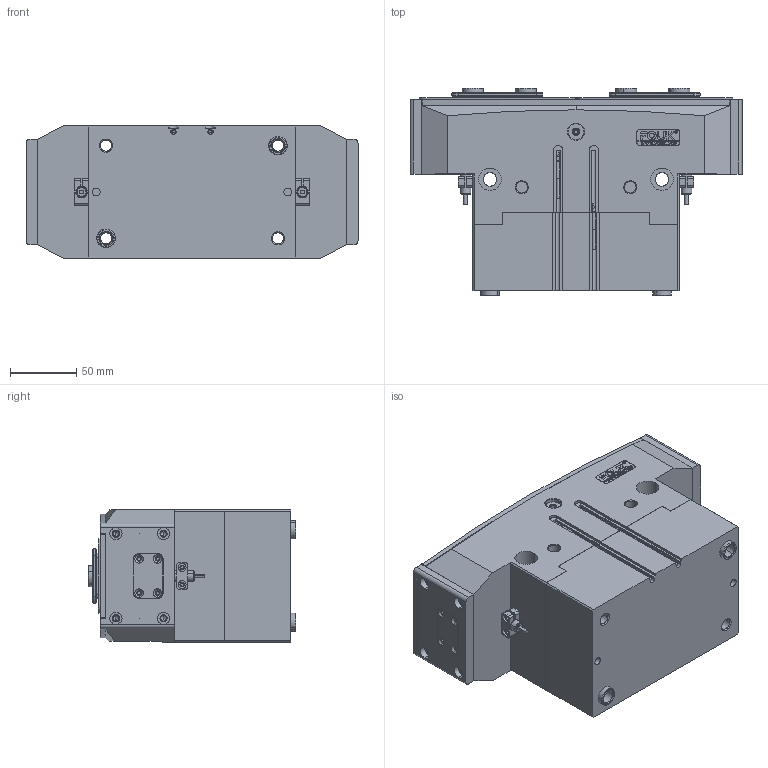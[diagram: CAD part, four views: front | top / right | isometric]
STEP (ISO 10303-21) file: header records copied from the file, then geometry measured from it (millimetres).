
FILE_DESCRIPTION (( 'STEP AP203' ), '1' );
FILE_NAME ('FR99-234-P-NO.STEP', '2025-05-06T08:48:41', ( 'USER-' ), ( 'Microsoft' ), 'SwSTEP 2.0', 'SolidWorks 2018', '' );
FILE_SCHEMA (( 'CONFIG_CONTROL_DESIGN' ));
Length unit declared in the file: millimetre
Products named in the file (20): 棠羲換覜ん; ﾏ擎ﾗ14｡ﾁ10｡ﾁ8; TRT99-234-MX-01 喘倛褲极; P-GS-T-01 喘倛蚚標釱; 32x12-R2; TRT99-234-M-14 忒硌薊啣; TRT99-234-MX-06 笢猾え; TRT99-234-M-13 移动挡板(默认); 揤輸杅耀.sldasm-Part-9; TRT99-234-MX-02 喘倛賑輸; 8x30諉輪羲壽; TR240-15耜猾苤裔耀倰; TRT99-234-M-12 耜猾极; ﾏ擎ﾗ16｡ﾁ12｡ﾁ16; 内六角圆柱头螺钉[GBT70_1-2008][M2.5×8]_M2.5×8; TRT99-234-M-22B 晊扥极; 揤輸蚾饜极; TRT99-234莉こ饜滅鳥; FR99-234-P-NO; TRT99-234-M-11 奻葡裔啣
Assembly tree (33 placements, depth 3):
  FR99-234-P-NO
    TRT99-234-MX-01 喘倛褲极
    TRT99-234-MX-02 喘倛賑輸  x2
    TRT99-234-MX-06 笢猾え
    P-GS-T-01 喘倛蚚標釱  x2
    8x30諉輪羲壽  x2
    揤輸蚾饜极  x2
      揤輸杅耀.sldasm-Part-9
      内六角圆柱头螺钉[GBT70_1-2008][M2.5×8]_M2.5×8
    32x12-R2
    棠羲換覜ん  x2
    TRT99-234莉こ饜滅鳥
      TRT99-234-M-11 奻葡裔啣
      TRT99-234-M-12 耜猾极  x2
      TRT99-234-M-14 忒硌薊啣  x2
      TRT99-234-M-13 移动挡板(默认)  x2
    TR240-15耜猾苤裔耀倰  x2
    ﾏ擎ﾗ16｡ﾁ12｡ﾁ16  x4
    TRT99-234-M-22B 晊扥极
    ﾏ擎ﾗ14｡ﾁ10｡ﾁ8  x2
Bounding box: 251 x 157 x 100 mm (x, y, z)
Volume: 2552111.3 mm3; surface area: 382081.3 mm2
Topology: 33 solids, 43 shells, 1893 faces, 4803 edges, 3033 vertices
Faces by surface type: plane 768, cylinder 605, cone 349, bspline 155, torus 16
Entity records: 51397 total; most frequent: CARTESIAN_POINT 14444, ORIENTED_EDGE 7212, DIRECTION 6931, EDGE_CURVE 3606, AXIS2_PLACEMENT_3D 2364, VERTEX_POINT 2335, LINE 2203, VECTOR 2203
